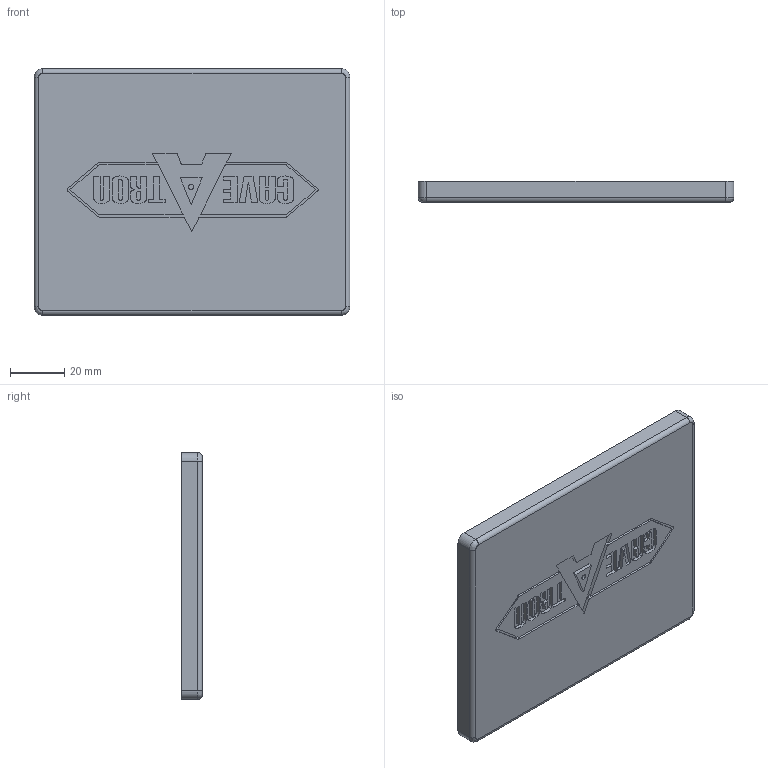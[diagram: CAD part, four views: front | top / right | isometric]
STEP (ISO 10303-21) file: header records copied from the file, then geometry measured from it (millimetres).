
FILE_DESCRIPTION(/* description */ (''),/* implementation_level */ '2;1');
FILE_NAME(/* name */ 'RPLIDAR Enclosure Lid (Top) v5.step',/* time_stamp */ '2020-05-10T12:47:40-05:00',/* author */ (''),/* organization */ (''),/* preprocessor_version */ 'ST-DEVELOPER v18.1',/* originating_system */ 'Autodesk Translation Framework v9.2.0.1227',/* authorisation */ '');
FILE_SCHEMA (('AUTOMOTIVE_DESIGN { 1 0 10303 214 3 1 1 }'));
Length unit declared in the file: inch
Products named in the file (1): RPLIDAR Enclosure Lid (Top)
Bounding box: 116.08 x 7.62 x 90.68 mm (x, y, z)
Volume: 46361.2 mm3; surface area: 28659.1 mm2
Topology: 1 solids, 1 shells, 232 faces, 621 edges, 410 vertices
Faces by surface type: bspline 143, plane 79, cylinder 10
Entity records: 8202 total; most frequent: CARTESIAN_POINT 3267, ORIENTED_EDGE 1242, EDGE_CURVE 621, DIRECTION 595, VERTEX_POINT 410, LINE 319, VECTOR 319, B_SPLINE_CURVE_WITH_KNOTS 254
